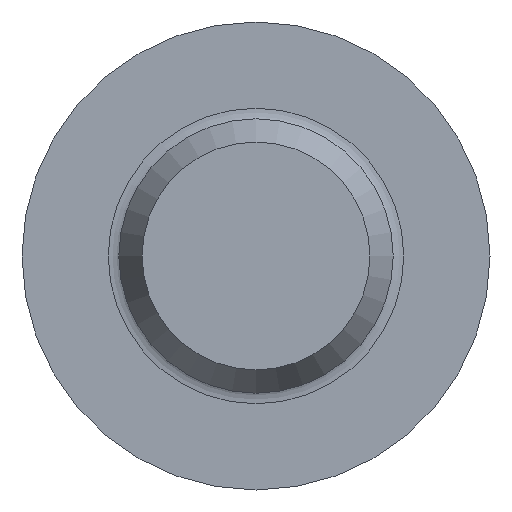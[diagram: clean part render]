
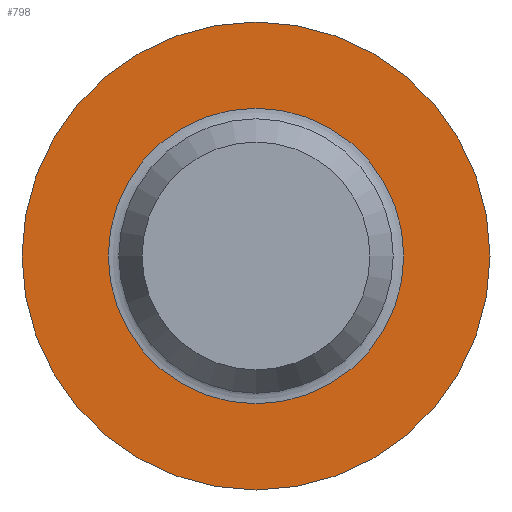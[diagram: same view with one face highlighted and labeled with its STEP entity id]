
A CAD part, left-side view. The second image highlights one B-rep face of the part: STEP entity #798.
In plain terms, the highlighted planar face has unit normal (-1, 0, 0).
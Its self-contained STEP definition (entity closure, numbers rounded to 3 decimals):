
#16=FACE_BOUND('',#136,.T.);
#54=PLANE('',#888);
#91=FACE_OUTER_BOUND('',#135,.T.);
#135=EDGE_LOOP('',(#717,#718));
#136=EDGE_LOOP('',(#719,#720));
#297=CIRCLE('',#886,3.8);
#298=CIRCLE('',#887,3.8);
#299=CIRCLE('',#889,2.4);
#300=CIRCLE('',#890,2.4);
#380=VERTEX_POINT('',#1494);
#381=VERTEX_POINT('',#1495);
#382=VERTEX_POINT('',#1500);
#383=VERTEX_POINT('',#1501);
#494=EDGE_CURVE('',#380,#381,#297,.T.);
#495=EDGE_CURVE('',#381,#380,#298,.T.);
#497=EDGE_CURVE('',#382,#383,#299,.T.);
#498=EDGE_CURVE('',#383,#382,#300,.T.);
#717=ORIENTED_EDGE('',*,*,#494,.T.);
#718=ORIENTED_EDGE('',*,*,#495,.T.);
#719=ORIENTED_EDGE('',*,*,#497,.F.);
#720=ORIENTED_EDGE('',*,*,#498,.F.);
#798=ADVANCED_FACE('',(#91,#16),#54,.T.);
#886=AXIS2_PLACEMENT_3D('',#1496,#1076,#1077);
#887=AXIS2_PLACEMENT_3D('',#1497,#1078,#1079);
#888=AXIS2_PLACEMENT_3D('',#1499,#1081,#1082);
#889=AXIS2_PLACEMENT_3D('',#1502,#1083,#1084);
#890=AXIS2_PLACEMENT_3D('',#1503,#1085,#1086);
#1076=DIRECTION('center_axis',(-1.,0.,0.));
#1077=DIRECTION('ref_axis',(0.,0.,1.));
#1078=DIRECTION('center_axis',(-1.,0.,0.));
#1079=DIRECTION('ref_axis',(0.,0.,1.));
#1081=DIRECTION('center_axis',(-1.,0.,0.));
#1082=DIRECTION('ref_axis',(0.,0.,1.));
#1083=DIRECTION('center_axis',(-1.,0.,0.));
#1084=DIRECTION('ref_axis',(0.,0.,1.));
#1085=DIRECTION('center_axis',(-1.,0.,0.));
#1086=DIRECTION('ref_axis',(0.,0.,1.));
#1494=CARTESIAN_POINT('',(4.15,0.,3.8));
#1495=CARTESIAN_POINT('',(4.15,0.,-3.8));
#1496=CARTESIAN_POINT('Origin',(4.15,0.,0.));
#1497=CARTESIAN_POINT('Origin',(4.15,0.,0.));
#1499=CARTESIAN_POINT('Origin',(4.15,0.,3.1));
#1500=CARTESIAN_POINT('',(4.15,0.,2.4));
#1501=CARTESIAN_POINT('',(4.15,0.,-2.4));
#1502=CARTESIAN_POINT('Origin',(4.15,0.,0.));
#1503=CARTESIAN_POINT('Origin',(4.15,0.,0.));
